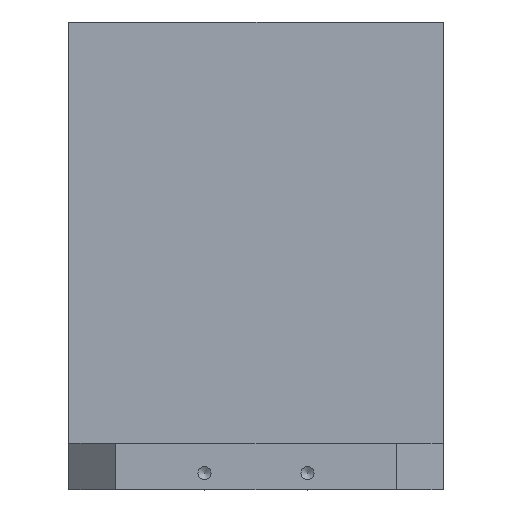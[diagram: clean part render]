
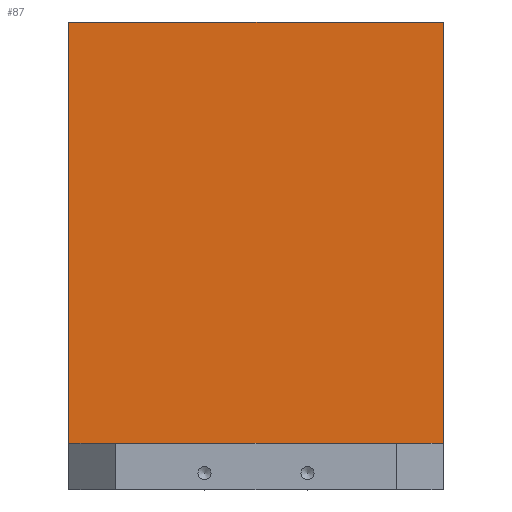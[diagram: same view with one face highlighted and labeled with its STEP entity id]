
A CAD part, front view. The second image highlights one B-rep face of the part: STEP entity #87.
In plain terms, the highlighted planar face has unit normal (0, -1, 0).
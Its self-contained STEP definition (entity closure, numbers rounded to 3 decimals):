
#87 = ADVANCED_FACE( '', ( #204 ), #205, .F. );
#204 = FACE_OUTER_BOUND( '', #438, .T. );
#205 = PLANE( '', #439 );
#438 = EDGE_LOOP( '', ( #763, #764, #765, #766 ) );
#439 = AXIS2_PLACEMENT_3D( '', #767, #768, #769 );
#763 = ORIENTED_EDGE( '', *, *, #1368, .T. );
#764 = ORIENTED_EDGE( '', *, *, #1340, .T. );
#765 = ORIENTED_EDGE( '', *, *, #1369, .F. );
#766 = ORIENTED_EDGE( '', *, *, #1359, .F. );
#767 = CARTESIAN_POINT( '', ( -200., -75., 500. ) );
#768 = DIRECTION( '', ( 0., 1., 0. ) );
#769 = DIRECTION( '', ( -1., 0., 0. ) );
#1340 = EDGE_CURVE( '', #1586, #1584, #1587, .T. );
#1359 = EDGE_CURVE( '', #1616, #1618, #1619, .T. );
#1368 = EDGE_CURVE( '', #1616, #1586, #1633, .T. );
#1369 = EDGE_CURVE( '', #1618, #1584, #1634, .T. );
#1584 = VERTEX_POINT( '', #1944 );
#1586 = VERTEX_POINT( '', #1947 );
#1587 = LINE( '', #1948, #1949 );
#1616 = VERTEX_POINT( '', #1981 );
#1618 = VERTEX_POINT( '', #1984 );
#1619 = LINE( '', #1985, #1986 );
#1633 = LINE( '', #2008, #2009 );
#1634 = LINE( '', #2010, #2011 );
#1944 = CARTESIAN_POINT( '', ( 200., -75., 50. ) );
#1947 = CARTESIAN_POINT( '', ( -200., -75., 50. ) );
#1948 = CARTESIAN_POINT( '', ( -200., -75., 50. ) );
#1949 = VECTOR( '', #2282, 1000. );
#1981 = CARTESIAN_POINT( '', ( -200., -75., 500. ) );
#1984 = CARTESIAN_POINT( '', ( 200., -75., 500. ) );
#1985 = CARTESIAN_POINT( '', ( -200., -75., 500. ) );
#1986 = VECTOR( '', #2329, 1000. );
#2008 = CARTESIAN_POINT( '', ( -200., -75., 500. ) );
#2009 = VECTOR( '', #2338, 1000. );
#2010 = CARTESIAN_POINT( '', ( 200., -75., 500. ) );
#2011 = VECTOR( '', #2339, 1000. );
#2282 = DIRECTION( '', ( 1., 0., 0. ) );
#2329 = DIRECTION( '', ( 1., 0., 0. ) );
#2338 = DIRECTION( '', ( 0., 0., -1. ) );
#2339 = DIRECTION( '', ( 0., 0., -1. ) );
